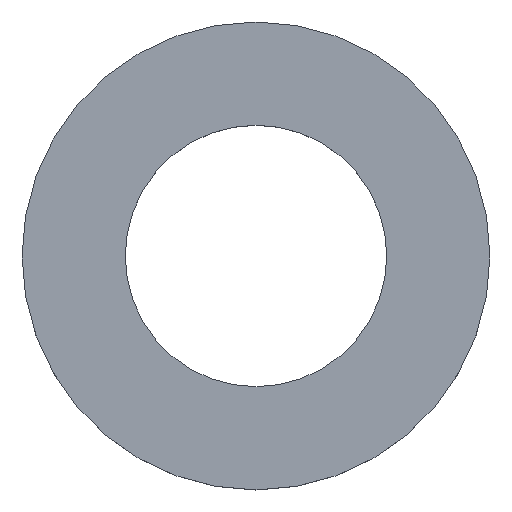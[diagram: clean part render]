
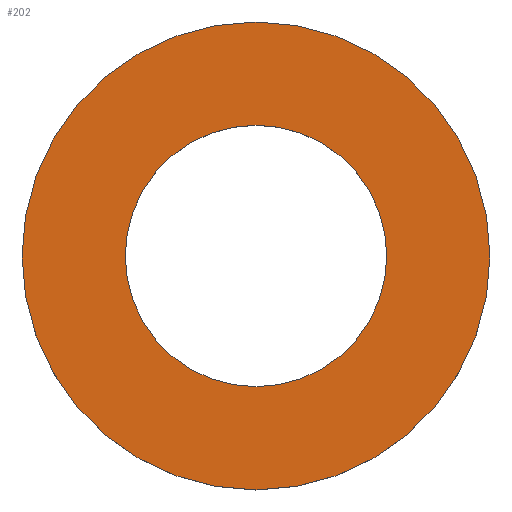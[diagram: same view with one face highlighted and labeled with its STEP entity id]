
A CAD part, top view. The second image highlights one B-rep face of the part: STEP entity #202.
In plain terms, the highlighted planar face has unit normal (0, 0, 1).
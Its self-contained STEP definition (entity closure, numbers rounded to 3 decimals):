
#4 = CARTESIAN_POINT ( 'NONE',  ( 0., 0., 3.3 ) ) ;
#7 = DIRECTION ( 'NONE',  ( 1., 0., 0. ) ) ;
#8 = DIRECTION ( 'NONE',  ( 0., 0., 1. ) ) ;
#19 = CARTESIAN_POINT ( 'NONE',  ( 0., 0., 3.3 ) ) ;
#20 = CARTESIAN_POINT ( 'NONE',  ( 0., 0., 3.3 ) ) ;
#27 = DIRECTION ( 'NONE',  ( 0., 0., 1. ) ) ;
#28 = DIRECTION ( 'NONE',  ( 1., 0., 0. ) ) ;
#30 = DIRECTION ( 'NONE',  ( 0., 0., 1. ) ) ;
#31 = DIRECTION ( 'NONE',  ( 1., 0., 0. ) ) ;
#34 = CARTESIAN_POINT ( 'NONE',  ( 0., 0., 3.3 ) ) ;
#44 = DIRECTION ( 'NONE',  ( 0., 0., 1. ) ) ;
#45 = DIRECTION ( 'NONE',  ( 1., 0., 0. ) ) ;
#63 = CARTESIAN_POINT ( 'NONE',  ( 9.5, 0., 3.3 ) ) ;
#65 = VERTEX_POINT ( 'NONE', #80 ) ;
#66 = CARTESIAN_POINT ( 'NONE',  ( -9.5, 0., 3.3 ) ) ;
#67 = VERTEX_POINT ( 'NONE', #69 ) ;
#68 = VERTEX_POINT ( 'NONE', #66 ) ;
#69 = CARTESIAN_POINT ( 'NONE',  ( -17., 0., 3.3 ) ) ;
#70 = CARTESIAN_POINT ( 'NONE',  ( 0., 0., 3.3 ) ) ;
#71 = DIRECTION ( 'NONE',  ( 1., 0., 0. ) ) ;
#73 = DIRECTION ( 'NONE',  ( 0., 0., 1. ) ) ;
#76 = VERTEX_POINT ( 'NONE', #63 ) ;
#80 = CARTESIAN_POINT ( 'NONE',  ( 17., 0., 3.3 ) ) ;
#92 = PLANE ( 'NONE',  #217 ) ;
#97 = CIRCLE ( 'NONE', #239, 9.5 ) ;
#101 = CIRCLE ( 'NONE', #210, 17. ) ;
#106 = FACE_BOUND ( 'NONE', #153, .T. ) ;
#113 = ORIENTED_EDGE ( 'NONE', *, *, #219, .F. ) ;
#118 = FACE_OUTER_BOUND ( 'NONE', #183, .T. ) ;
#122 = ORIENTED_EDGE ( 'NONE', *, *, #216, .T. ) ;
#137 = CIRCLE ( 'NONE', #246, 9.5 ) ;
#153 = EDGE_LOOP ( 'NONE', ( #186, #113 ) ) ;
#158 = CIRCLE ( 'NONE', #223, 17. ) ;
#163 = ORIENTED_EDGE ( 'NONE', *, *, #214, .T. ) ;
#183 = EDGE_LOOP ( 'NONE', ( #122, #163 ) ) ;
#186 = ORIENTED_EDGE ( 'NONE', *, *, #244, .F. ) ;
#202 = ADVANCED_FACE ( 'NONE', ( #118, #106 ), #92, .T. ) ;
#210 = AXIS2_PLACEMENT_3D ( 'NONE', #70, #73, #71 ) ;
#214 = EDGE_CURVE ( 'NONE', #65, #67, #101, .T. ) ;
#216 = EDGE_CURVE ( 'NONE', #67, #65, #158, .T. ) ;
#217 = AXIS2_PLACEMENT_3D ( 'NONE', #4, #44, #45 ) ;
#219 = EDGE_CURVE ( 'NONE', #76, #68, #137, .T. ) ;
#223 = AXIS2_PLACEMENT_3D ( 'NONE', #34, #27, #28 ) ;
#239 = AXIS2_PLACEMENT_3D ( 'NONE', #20, #8, #7 ) ;
#244 = EDGE_CURVE ( 'NONE', #68, #76, #97, .T. ) ;
#246 = AXIS2_PLACEMENT_3D ( 'NONE', #19, #30, #31 ) ;
